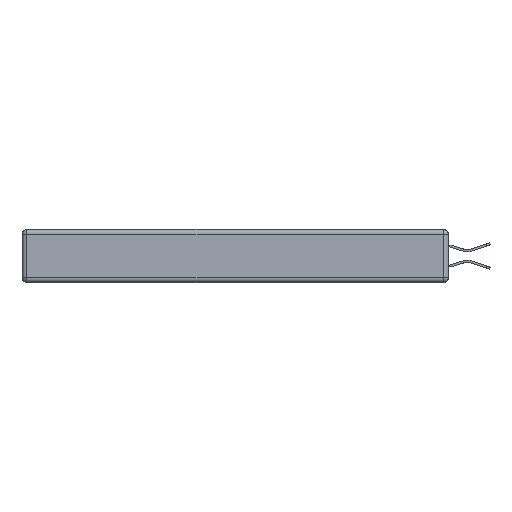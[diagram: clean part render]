
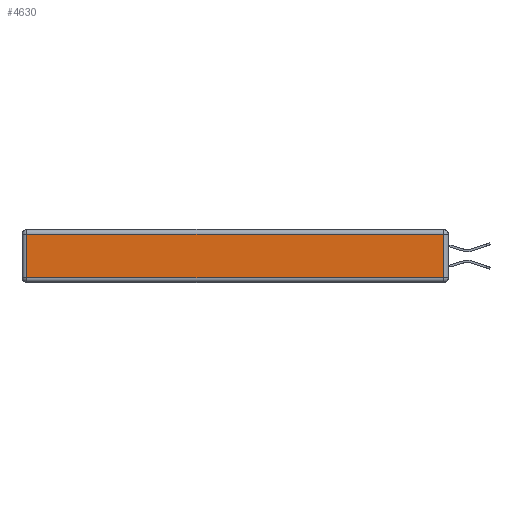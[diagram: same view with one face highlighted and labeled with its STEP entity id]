
A CAD part, left-side view. The second image highlights one B-rep face of the part: STEP entity #4630.
In plain terms, the highlighted planar face has unit normal (-1, 0, 0).
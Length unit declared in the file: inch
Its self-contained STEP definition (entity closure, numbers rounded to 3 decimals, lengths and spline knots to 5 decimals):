
#92 = VECTOR ( 'NONE', #11521, 39.37008 ) ;
#541 = CARTESIAN_POINT ( 'NONE',  ( 0., 0., -0.343 ) ) ;
#646 = FACE_OUTER_BOUND ( 'NONE', #13497, .T. ) ;
#1560 = LINE ( 'NONE', #3818, #92 ) ;
#2917 = CARTESIAN_POINT ( 'NONE',  ( 0., 0.03, -0.313 ) ) ;
#3327 = EDGE_CURVE ( 'NONE', #18962, #7465, #1560, .T. ) ;
#3818 = CARTESIAN_POINT ( 'NONE',  ( 0., 0.03, -0.343 ) ) ;
#4050 = DIRECTION ( 'NONE',  ( 0., 1., 0. ) ) ;
#4392 = ORIENTED_EDGE ( 'NONE', *, *, #15675, .T. ) ;
#4630 = ADVANCED_FACE ( 'NONE', ( #646 ), #17699, .T. ) ;
#5415 = ORIENTED_EDGE ( 'NONE', *, *, #3327, .T. ) ;
#5972 = CARTESIAN_POINT ( 'NONE',  ( 0., 2.72, -0.313 ) ) ;
#7182 = VECTOR ( 'NONE', #16678, 39.37008 ) ;
#7465 = VERTEX_POINT ( 'NONE', #12491 ) ;
#8904 = EDGE_CURVE ( 'NONE', #23170, #24833, #16594, .T. ) ;
#9196 = CARTESIAN_POINT ( 'NONE',  ( 0., 2.72, -0.03 ) ) ;
#9997 = DIRECTION ( 'NONE',  ( 0., 0., 1. ) ) ;
#10004 = DIRECTION ( 'NONE',  ( 0., 0., -1. ) ) ;
#11521 = DIRECTION ( 'NONE',  ( 0., 0., 1. ) ) ;
#12491 = CARTESIAN_POINT ( 'NONE',  ( 0., 0.03, -0.03 ) ) ;
#13121 = AXIS2_PLACEMENT_3D ( 'NONE', #541, #19724, #9997 ) ;
#13497 = EDGE_LOOP ( 'NONE', ( #4392, #5415, #16503, #23080 ) ) ;
#14327 = CARTESIAN_POINT ( 'NONE',  ( 0., 0., -0.313 ) ) ;
#14684 = VECTOR ( 'NONE', #4050, 39.37008 ) ;
#15538 = CARTESIAN_POINT ( 'NONE',  ( 0., 2.75, -0.03 ) ) ;
#15675 = EDGE_CURVE ( 'NONE', #24833, #18962, #16781, .T. ) ;
#16180 = LINE ( 'NONE', #15538, #14684 ) ;
#16503 = ORIENTED_EDGE ( 'NONE', *, *, #22978, .T. ) ;
#16594 = LINE ( 'NONE', #21245, #18061 ) ;
#16678 = DIRECTION ( 'NONE',  ( 0., -1., 0. ) ) ;
#16781 = LINE ( 'NONE', #14327, #7182 ) ;
#17699 = PLANE ( 'NONE',  #13121 ) ;
#18061 = VECTOR ( 'NONE', #10004, 39.37008 ) ;
#18962 = VERTEX_POINT ( 'NONE', #2917 ) ;
#19724 = DIRECTION ( 'NONE',  ( -1., 0., 0. ) ) ;
#21245 = CARTESIAN_POINT ( 'NONE',  ( 0., 2.72, -0.343 ) ) ;
#22978 = EDGE_CURVE ( 'NONE', #7465, #23170, #16180, .T. ) ;
#23080 = ORIENTED_EDGE ( 'NONE', *, *, #8904, .T. ) ;
#23170 = VERTEX_POINT ( 'NONE', #9196 ) ;
#24833 = VERTEX_POINT ( 'NONE', #5972 ) ;
